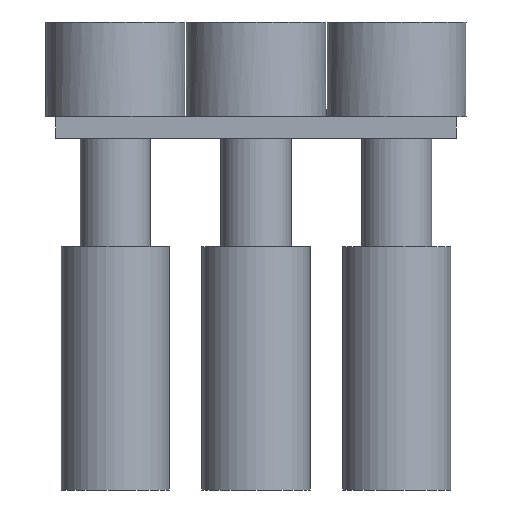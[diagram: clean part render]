
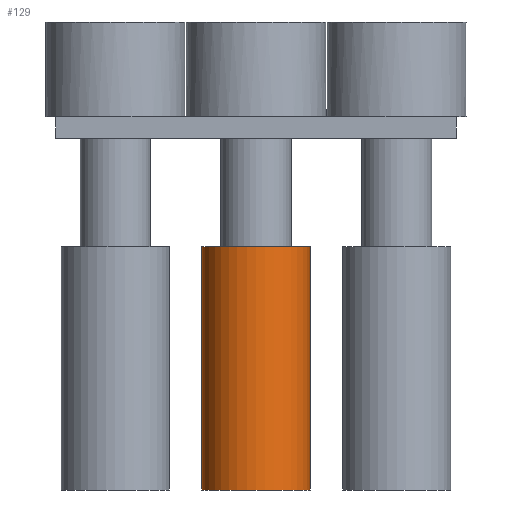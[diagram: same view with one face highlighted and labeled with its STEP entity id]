
A CAD part, front view. The second image highlights one B-rep face of the part: STEP entity #129.
In plain terms, the highlighted cylindrical face has radius 2 mm (diameter 4 mm), a full revolution.
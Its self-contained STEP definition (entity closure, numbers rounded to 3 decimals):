
#35=CYLINDRICAL_SURFACE('',#595,2.);
#50=FACE_BOUND('',#229,.T.);
#51=FACE_BOUND('',#230,.T.);
#87=CIRCLE('',#585,2.);
#92=CIRCLE('',#594,2.);
#129=ADVANCED_FACE('',(#50,#51),#35,.T.);
#229=EDGE_LOOP('',(#298));
#230=EDGE_LOOP('',(#299));
#298=ORIENTED_EDGE('',*,*,#467,.F.);
#299=ORIENTED_EDGE('',*,*,#472,.F.);
#422=VERTEX_POINT('',#870);
#427=VERTEX_POINT('',#884);
#467=EDGE_CURVE('',#422,#422,#87,.T.);
#472=EDGE_CURVE('',#427,#427,#92,.T.);
#585=AXIS2_PLACEMENT_3D('',#869,#676,#677);
#594=AXIS2_PLACEMENT_3D('',#883,#694,#695);
#595=AXIS2_PLACEMENT_3D('',#885,#696,#697);
#676=DIRECTION('',(0.,0.,-1.));
#677=DIRECTION('',(1.,0.,0.));
#694=DIRECTION('',(0.,0.,1.));
#695=DIRECTION('',(1.,0.,0.));
#696=DIRECTION('',(0.,0.,-1.));
#697=DIRECTION('',(1.,0.,0.));
#869=CARTESIAN_POINT('',(729.019,216.439,-13.));
#870=CARTESIAN_POINT('',(731.019,216.439,-13.));
#883=CARTESIAN_POINT('',(729.019,216.439,-4.));
#884=CARTESIAN_POINT('',(731.019,216.439,-4.));
#885=CARTESIAN_POINT('',(729.019,216.439,-4.));
